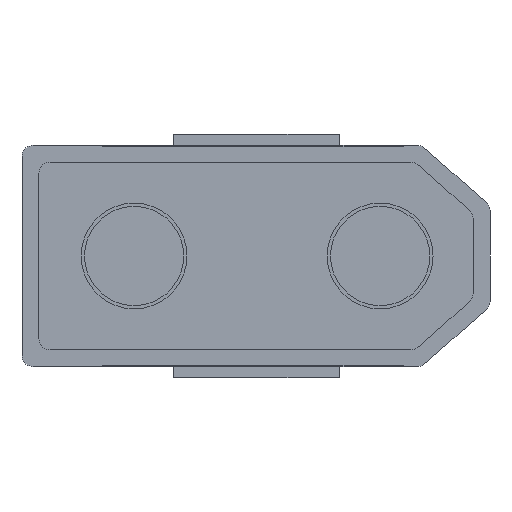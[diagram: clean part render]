
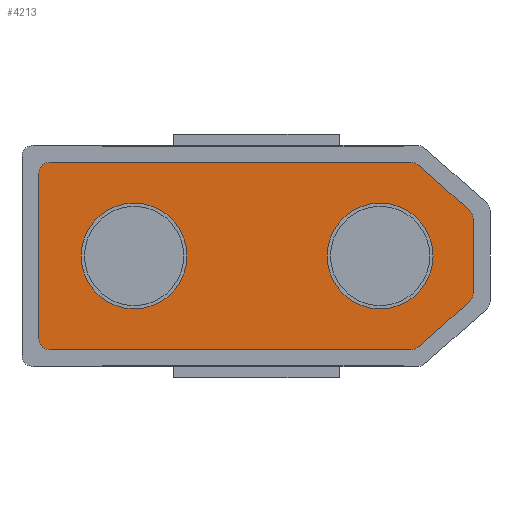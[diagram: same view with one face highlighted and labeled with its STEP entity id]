
A CAD part, front view. The second image highlights one B-rep face of the part: STEP entity #4213.
In plain terms, the highlighted planar face has unit normal (0, -1, 0).
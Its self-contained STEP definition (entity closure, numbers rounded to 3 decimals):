
#58 = DIRECTION ( 'NONE',  ( 0.663, 0., -0.749 ) ) ;
#155 = LINE ( 'NONE', #4975, #1481 ) ;
#243 = EDGE_CURVE ( 'NONE', #7815, #1378, #983, .T. ) ;
#299 = DIRECTION ( 'NONE',  ( 0., -1., 0. ) ) ;
#308 = VERTEX_POINT ( 'NONE', #6459 ) ;
#375 = VECTOR ( 'NONE', #1040, 1000. ) ;
#404 = CARTESIAN_POINT ( 'NONE',  ( 7.292, 0., 4.084 ) ) ;
#506 = DIRECTION ( 'NONE',  ( 0., -1., 0. ) ) ;
#633 = ORIENTED_EDGE ( 'NONE', *, *, #243, .T. ) ;
#762 = ORIENTED_EDGE ( 'NONE', *, *, #9805, .T. ) ;
#787 = FACE_BOUND ( 'NONE', #6868, .T. ) ;
#800 = EDGE_CURVE ( 'NONE', #7561, #2881, #4699, .T. ) ;
#811 = CARTESIAN_POINT ( 'NONE',  ( -9.75, 0., 3.71 ) ) ;
#983 = CIRCLE ( 'NONE', #2621, 0.5 ) ;
#1040 = DIRECTION ( 'NONE',  ( 0., 0., -1. ) ) ;
#1065 = AXIS2_PLACEMENT_3D ( 'NONE', #9854, #1946, #2817 ) ;
#1111 = DIRECTION ( 'NONE',  ( 0., -1., 0. ) ) ;
#1113 = DIRECTION ( 'NONE',  ( 1., 0., 0. ) ) ;
#1155 = VERTEX_POINT ( 'NONE', #1503 ) ;
#1218 = LINE ( 'NONE', #6631, #5576 ) ;
#1342 = CARTESIAN_POINT ( 'NONE',  ( 6.961, 0., -3.71 ) ) ;
#1378 = VERTEX_POINT ( 'NONE', #10022 ) ;
#1389 = VERTEX_POINT ( 'NONE', #7589 ) ;
#1392 = VERTEX_POINT ( 'NONE', #404 ) ;
#1408 = EDGE_CURVE ( 'NONE', #5465, #308, #9901, .T. ) ;
#1481 = VECTOR ( 'NONE', #9561, 1000. ) ;
#1503 = CARTESIAN_POINT ( 'NONE',  ( 9.75, 0., 1.685 ) ) ;
#1511 = ORIENTED_EDGE ( 'NONE', *, *, #1408, .T. ) ;
#1785 = CIRCLE ( 'NONE', #9373, 0.5 ) ;
#1807 = ORIENTED_EDGE ( 'NONE', *, *, #8587, .T. ) ;
#1946 = DIRECTION ( 'NONE',  ( 0., -1., 0. ) ) ;
#1961 = EDGE_CURVE ( 'NONE', #2300, #3516, #2340, .T. ) ;
#1969 = CIRCLE ( 'NONE', #9725, 2.375 ) ;
#2247 = VERTEX_POINT ( 'NONE', #6158 ) ;
#2300 = VERTEX_POINT ( 'NONE', #6104 ) ;
#2324 = DIRECTION ( 'NONE',  ( 0., 1., 0. ) ) ;
#2340 = CIRCLE ( 'NONE', #6141, 0.5 ) ;
#2437 = DIRECTION ( 'NONE',  ( 1., 0., 0. ) ) ;
#2447 = EDGE_CURVE ( 'NONE', #9045, #7084, #9453, .T. ) ;
#2501 = LINE ( 'NONE', #7818, #5446 ) ;
#2503 = EDGE_CURVE ( 'NONE', #1155, #1378, #3474, .T. ) ;
#2510 = CARTESIAN_POINT ( 'NONE',  ( -9.75, 0., -3.71 ) ) ;
#2621 = AXIS2_PLACEMENT_3D ( 'NONE', #9353, #6251, #58 ) ;
#2680 = CARTESIAN_POINT ( 'NONE',  ( -9.25, 0., -4.21 ) ) ;
#2817 = DIRECTION ( 'NONE',  ( -1., 0., 0. ) ) ;
#2881 = VERTEX_POINT ( 'NONE', #2680 ) ;
#2940 = DIRECTION ( 'NONE',  ( 1., 0., 0. ) ) ;
#3141 = EDGE_LOOP ( 'NONE', ( #3850, #5662, #8194, #6043, #9721, #1511, #9460, #633, #9046, #4074, #1807, #762 ) ) ;
#3394 = CARTESIAN_POINT ( 'NONE',  ( 9.25, 0., 1.685 ) ) ;
#3413 = DIRECTION ( 'NONE',  ( 0.663, 0., 0.749 ) ) ;
#3440 = CARTESIAN_POINT ( 'NONE',  ( 6.961, 0., -4.21 ) ) ;
#3474 = LINE ( 'NONE', #4352, #375 ) ;
#3516 = VERTEX_POINT ( 'NONE', #811 ) ;
#3545 = CARTESIAN_POINT ( 'NONE',  ( 7.95, 0., 0. ) ) ;
#3569 = CARTESIAN_POINT ( 'NONE',  ( -7.85, 0., 0. ) ) ;
#3674 = DIRECTION ( 'NONE',  ( 0., 0., -1. ) ) ;
#3691 = EDGE_CURVE ( 'NONE', #1155, #1389, #1785, .T. ) ;
#3850 = ORIENTED_EDGE ( 'NONE', *, *, #7354, .F. ) ;
#3952 = AXIS2_PLACEMENT_3D ( 'NONE', #5346, #2324, #8488 ) ;
#4000 = CARTESIAN_POINT ( 'NONE',  ( -5.475, 0., 0. ) ) ;
#4074 = ORIENTED_EDGE ( 'NONE', *, *, #3691, .T. ) ;
#4101 = DIRECTION ( 'NONE',  ( 0., -1., 0. ) ) ;
#4213 = ADVANCED_FACE ( 'NONE', ( #8328, #787, #7860 ), #7697, .F. ) ;
#4297 = CARTESIAN_POINT ( 'NONE',  ( 6.961, 0., 3.71 ) ) ;
#4347 = DIRECTION ( 'NONE',  ( 0., -1., 0. ) ) ;
#4352 = CARTESIAN_POINT ( 'NONE',  ( 9.75, 0., 1.685 ) ) ;
#4415 = DIRECTION ( 'NONE',  ( 0., -1., 0. ) ) ;
#4627 = AXIS2_PLACEMENT_3D ( 'NONE', #8058, #8014, #5842 ) ;
#4652 = AXIS2_PLACEMENT_3D ( 'NONE', #4297, #299, #3413 ) ;
#4699 = CIRCLE ( 'NONE', #1065, 0.5 ) ;
#4975 = CARTESIAN_POINT ( 'NONE',  ( 6.961, 0., -4.21 ) ) ;
#5132 = VECTOR ( 'NONE', #6374, 1000. ) ;
#5133 = CARTESIAN_POINT ( 'NONE',  ( 6.961, 0., 4.21 ) ) ;
#5304 = LINE ( 'NONE', #8442, #8445 ) ;
#5346 = CARTESIAN_POINT ( 'NONE',  ( 0., 0., 0. ) ) ;
#5412 = EDGE_LOOP ( 'NONE', ( #8466, #9108 ) ) ;
#5446 = VECTOR ( 'NONE', #7090, 1000. ) ;
#5465 = VERTEX_POINT ( 'NONE', #3440 ) ;
#5576 = VECTOR ( 'NONE', #1113, 1000. ) ;
#5622 = EDGE_CURVE ( 'NONE', #7561, #3516, #5304, .T. ) ;
#5662 = ORIENTED_EDGE ( 'NONE', *, *, #1961, .T. ) ;
#5842 = DIRECTION ( 'NONE',  ( -1., 0., 0. ) ) ;
#6014 = DIRECTION ( 'NONE',  ( -1., 0., 0. ) ) ;
#6032 = CARTESIAN_POINT ( 'NONE',  ( -3.1, 0., 0. ) ) ;
#6043 = ORIENTED_EDGE ( 'NONE', *, *, #800, .T. ) ;
#6104 = CARTESIAN_POINT ( 'NONE',  ( -9.25, 0., 4.21 ) ) ;
#6141 = AXIS2_PLACEMENT_3D ( 'NONE', #9286, #9964, #8304 ) ;
#6158 = CARTESIAN_POINT ( 'NONE',  ( 3.2, 0., 0. ) ) ;
#6251 = DIRECTION ( 'NONE',  ( 0., -1., 0. ) ) ;
#6374 = DIRECTION ( 'NONE',  ( 0.749, 0., 0.663 ) ) ;
#6459 = CARTESIAN_POINT ( 'NONE',  ( 7.292, 0., -4.084 ) ) ;
#6631 = CARTESIAN_POINT ( 'NONE',  ( -9.25, 0., 4.21 ) ) ;
#6868 = EDGE_LOOP ( 'NONE', ( #9928, #7864 ) ) ;
#7084 = VERTEX_POINT ( 'NONE', #3569 ) ;
#7090 = DIRECTION ( 'NONE',  ( -0.749, 0., 0.663 ) ) ;
#7354 = EDGE_CURVE ( 'NONE', #2300, #8726, #1218, .T. ) ;
#7416 = AXIS2_PLACEMENT_3D ( 'NONE', #1342, #506, #3674 ) ;
#7561 = VERTEX_POINT ( 'NONE', #2510 ) ;
#7589 = CARTESIAN_POINT ( 'NONE',  ( 9.581, 0., 2.059 ) ) ;
#7697 = PLANE ( 'NONE',  #3952 ) ;
#7815 = VERTEX_POINT ( 'NONE', #8600 ) ;
#7818 = CARTESIAN_POINT ( 'NONE',  ( 9.581, 0., 2.059 ) ) ;
#7819 = LINE ( 'NONE', #7924, #5132 ) ;
#7860 = FACE_OUTER_BOUND ( 'NONE', #3141, .T. ) ;
#7864 = ORIENTED_EDGE ( 'NONE', *, *, #9900, .F. ) ;
#7924 = CARTESIAN_POINT ( 'NONE',  ( 7.292, 0., -4.084 ) ) ;
#7940 = CIRCLE ( 'NONE', #4652, 0.5 ) ;
#7997 = DIRECTION ( 'NONE',  ( 1., 0., 0. ) ) ;
#8014 = DIRECTION ( 'NONE',  ( 0., -1., 0. ) ) ;
#8058 = CARTESIAN_POINT ( 'NONE',  ( -5.475, 0., 0. ) ) ;
#8194 = ORIENTED_EDGE ( 'NONE', *, *, #5622, .F. ) ;
#8304 = DIRECTION ( 'NONE',  ( 0., 0., 1. ) ) ;
#8328 = FACE_BOUND ( 'NONE', #5412, .T. ) ;
#8360 = VERTEX_POINT ( 'NONE', #3545 ) ;
#8381 = EDGE_CURVE ( 'NONE', #2247, #8360, #1969, .T. ) ;
#8439 = CARTESIAN_POINT ( 'NONE',  ( 5.575, 0., 0. ) ) ;
#8442 = CARTESIAN_POINT ( 'NONE',  ( -9.75, 0., -3.71 ) ) ;
#8445 = VECTOR ( 'NONE', #10104, 1000. ) ;
#8466 = ORIENTED_EDGE ( 'NONE', *, *, #8908, .F. ) ;
#8488 = DIRECTION ( 'NONE',  ( 1., 0., 0. ) ) ;
#8587 = EDGE_CURVE ( 'NONE', #1389, #1392, #2501, .T. ) ;
#8600 = CARTESIAN_POINT ( 'NONE',  ( 9.581, 0., -2.059 ) ) ;
#8610 = CIRCLE ( 'NONE', #8929, 2.375 ) ;
#8726 = VERTEX_POINT ( 'NONE', #5133 ) ;
#8908 = EDGE_CURVE ( 'NONE', #7084, #9045, #9072, .T. ) ;
#8929 = AXIS2_PLACEMENT_3D ( 'NONE', #9144, #4347, #2940 ) ;
#8967 = EDGE_CURVE ( 'NONE', #5465, #2881, #155, .T. ) ;
#9045 = VERTEX_POINT ( 'NONE', #6032 ) ;
#9046 = ORIENTED_EDGE ( 'NONE', *, *, #2503, .F. ) ;
#9072 = CIRCLE ( 'NONE', #4627, 2.375 ) ;
#9108 = ORIENTED_EDGE ( 'NONE', *, *, #2447, .F. ) ;
#9144 = CARTESIAN_POINT ( 'NONE',  ( 5.575, 0., 0. ) ) ;
#9286 = CARTESIAN_POINT ( 'NONE',  ( -9.25, 0., 3.71 ) ) ;
#9289 = AXIS2_PLACEMENT_3D ( 'NONE', #4000, #4101, #2437 ) ;
#9353 = CARTESIAN_POINT ( 'NONE',  ( 9.25, 0., -1.685 ) ) ;
#9373 = AXIS2_PLACEMENT_3D ( 'NONE', #3394, #1111, #7997 ) ;
#9453 = CIRCLE ( 'NONE', #9289, 2.375 ) ;
#9460 = ORIENTED_EDGE ( 'NONE', *, *, #9496, .T. ) ;
#9496 = EDGE_CURVE ( 'NONE', #308, #7815, #7819, .T. ) ;
#9561 = DIRECTION ( 'NONE',  ( -1., 0., 0. ) ) ;
#9721 = ORIENTED_EDGE ( 'NONE', *, *, #8967, .F. ) ;
#9725 = AXIS2_PLACEMENT_3D ( 'NONE', #8439, #4415, #6014 ) ;
#9805 = EDGE_CURVE ( 'NONE', #1392, #8726, #7940, .T. ) ;
#9854 = CARTESIAN_POINT ( 'NONE',  ( -9.25, 0., -3.71 ) ) ;
#9900 = EDGE_CURVE ( 'NONE', #8360, #2247, #8610, .T. ) ;
#9901 = CIRCLE ( 'NONE', #7416, 0.5 ) ;
#9928 = ORIENTED_EDGE ( 'NONE', *, *, #8381, .F. ) ;
#9964 = DIRECTION ( 'NONE',  ( 0., -1., 0. ) ) ;
#10022 = CARTESIAN_POINT ( 'NONE',  ( 9.75, 0., -1.685 ) ) ;
#10104 = DIRECTION ( 'NONE',  ( 0., 0., 1. ) ) ;
